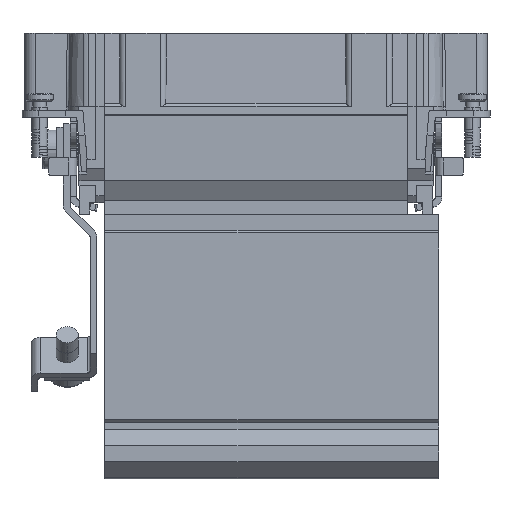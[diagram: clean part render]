
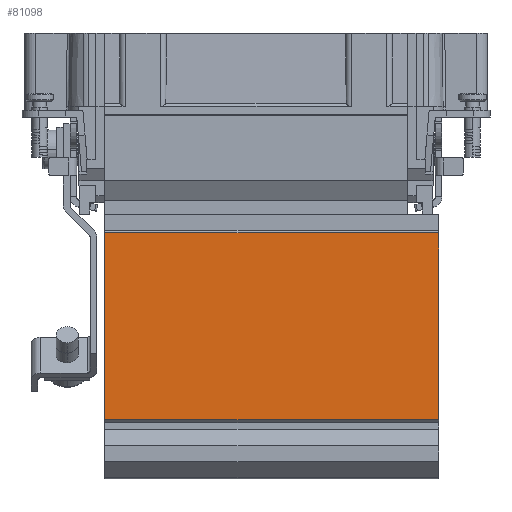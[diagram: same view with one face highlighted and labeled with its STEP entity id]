
A CAD part, left-side view. The second image highlights one B-rep face of the part: STEP entity #81098.
In plain terms, the highlighted planar face has unit normal (-1, 0, 0).
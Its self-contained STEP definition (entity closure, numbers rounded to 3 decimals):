
#5082=DIRECTION('',(0.,0.,-1.));
#5083=VECTOR('',#5082,33.467);
#5084=CARTESIAN_POINT('',(-16.917,19.712,-22.645));
#5085=LINE('',#5084,#5083);
#6035=DIRECTION('',(0.,0.,-1.));
#6036=VECTOR('',#6035,33.467);
#6037=CARTESIAN_POINT('',(-16.917,79.495,-22.645));
#6038=LINE('',#6037,#6036);
#28762=DIRECTION('',(0.,-1.,0.));
#28763=VECTOR('',#28762,59.783);
#28764=CARTESIAN_POINT('',(-16.917,79.495,-22.645));
#28765=LINE('',#28764,#28763);
#28766=DIRECTION('',(0.,-1.,0.));
#28767=VECTOR('',#28766,59.783);
#28768=CARTESIAN_POINT('',(-16.917,79.495,-56.112));
#28769=LINE('',#28768,#28767);
#41502=CARTESIAN_POINT('',(-16.917,79.495,-22.645));
#41503=VERTEX_POINT('',#41502);
#41504=CARTESIAN_POINT('',(-16.917,79.495,-56.112));
#41505=VERTEX_POINT('',#41504);
#41694=CARTESIAN_POINT('',(-16.917,19.712,-22.645));
#41695=VERTEX_POINT('',#41694);
#41696=CARTESIAN_POINT('',(-16.917,19.712,-56.112));
#41697=VERTEX_POINT('',#41696);
#81086=CARTESIAN_POINT('',(-16.917,79.495,-22.645));
#81087=DIRECTION('',(-1.,0.,0.));
#81088=DIRECTION('',(0.,0.,-1.));
#81089=AXIS2_PLACEMENT_3D('',#81086,#81087,#81088);
#81090=PLANE('',#81089);
#81091=ORIENTED_EDGE('',*,*,#51328,.F.);
#81092=ORIENTED_EDGE('',*,*,#81081,.T.);
#81093=ORIENTED_EDGE('',*,*,#50267,.T.);
#81095=ORIENTED_EDGE('',*,*,#81094,.F.);
#81096=EDGE_LOOP('',(#81091,#81092,#81093,#81095));
#81097=FACE_OUTER_BOUND('',#81096,.F.);
#81098=ADVANCED_FACE('',(#81097),#81090,.T.);
#50267=EDGE_CURVE('',#41695,#41697,#5085,.T.);
#51328=EDGE_CURVE('',#41503,#41505,#6038,.T.);
#81081=EDGE_CURVE('',#41503,#41695,#28765,.T.);
#81094=EDGE_CURVE('',#41505,#41697,#28769,.T.);
